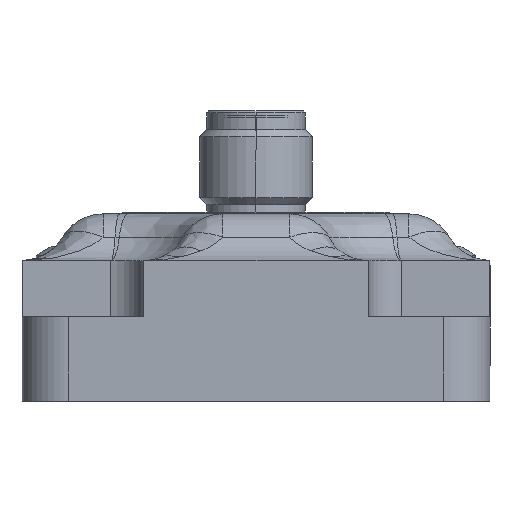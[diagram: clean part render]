
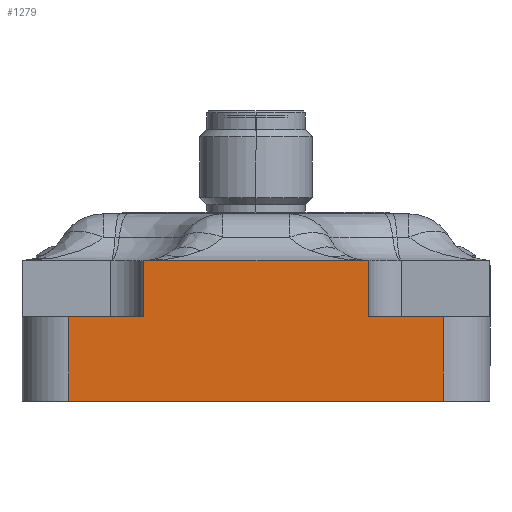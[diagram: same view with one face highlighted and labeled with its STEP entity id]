
A CAD part, left-side view. The second image highlights one B-rep face of the part: STEP entity #1279.
In plain terms, the highlighted planar face has unit normal (-1, 0, 0).
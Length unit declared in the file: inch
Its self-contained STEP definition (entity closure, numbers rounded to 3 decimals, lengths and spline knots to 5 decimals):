
#89 = CARTESIAN_POINT ( 'NONE',  ( -0.08858, 0.47244, -0.23622 ) ) ;
#849 = CARTESIAN_POINT ( 'NONE',  ( -0.08858, 0.78737, -0.23622 ) ) ;
#935 = VERTEX_POINT ( 'NONE', #8878 ) ;
#1072 = PLANE ( 'NONE',  #9695 ) ;
#1109 = ORIENTED_EDGE ( 'NONE', *, *, #11434, .T. ) ;
#1279 = ADVANCED_FACE ( 'NONE', ( #9544 ), #1072, .T. ) ;
#1302 = VECTOR ( 'NONE', #20449, 39.37008 ) ;
#3437 = CARTESIAN_POINT ( 'NONE',  ( -0.08858, -0.98425, 0.11811 ) ) ;
#3583 = DIRECTION ( 'NONE',  ( 0., 0., 1. ) ) ;
#3738 = ORIENTED_EDGE ( 'NONE', *, *, #21567, .T. ) ;
#4063 = VERTEX_POINT ( 'NONE', #10711 ) ;
#4709 = EDGE_CURVE ( 'NONE', #14251, #13363, #10541, .T. ) ;
#4836 = CARTESIAN_POINT ( 'NONE',  ( -0.08858, 0.70866, -0.23622 ) ) ;
#5772 = VECTOR ( 'NONE', #18406, 39.37008 ) ;
#6018 = EDGE_CURVE ( 'NONE', #13363, #18776, #12223, .T. ) ;
#6030 = ORIENTED_EDGE ( 'NONE', *, *, #10706, .T. ) ;
#6272 = LINE ( 'NONE', #16311, #15988 ) ;
#6510 = ORIENTED_EDGE ( 'NONE', *, *, #15862, .T. ) ;
#6601 = LINE ( 'NONE', #20606, #20395 ) ;
#6742 = CARTESIAN_POINT ( 'NONE',  ( -0.08858, -0.98425, 0.35433 ) ) ;
#7042 = CARTESIAN_POINT ( 'NONE',  ( -0.08858, -0.47244, 0.11811 ) ) ;
#7494 = VERTEX_POINT ( 'NONE', #17535 ) ;
#7976 = CARTESIAN_POINT ( 'NONE',  ( -0.08858, -0.98425, -0.23622 ) ) ;
#8275 = VECTOR ( 'NONE', #19001, 39.37008 ) ;
#8850 = CARTESIAN_POINT ( 'NONE',  ( -0.08858, 0.47244, 0.11811 ) ) ;
#8878 = CARTESIAN_POINT ( 'NONE',  ( -0.08858, 0.47244, 0.35433 ) ) ;
#9370 = VECTOR ( 'NONE', #17548, 39.37008 ) ;
#9544 = FACE_OUTER_BOUND ( 'NONE', #13149, .T. ) ;
#9565 = EDGE_CURVE ( 'NONE', #935, #9635, #12215, .T. ) ;
#9635 = VERTEX_POINT ( 'NONE', #8850 ) ;
#9695 = AXIS2_PLACEMENT_3D ( 'NONE', #7976, #21445, #16452 ) ;
#10541 = LINE ( 'NONE', #16001, #15757 ) ;
#10706 = EDGE_CURVE ( 'NONE', #7494, #935, #18675, .T. ) ;
#10711 = CARTESIAN_POINT ( 'NONE',  ( -0.08858, 0.78737, 0.11811 ) ) ;
#10982 = DIRECTION ( 'NONE',  ( 0., 0., 1. ) ) ;
#11215 = VECTOR ( 'NONE', #11773, 39.37008 ) ;
#11434 = EDGE_CURVE ( 'NONE', #18776, #7494, #6601, .T. ) ;
#11611 = VERTEX_POINT ( 'NONE', #17721 ) ;
#11722 = CARTESIAN_POINT ( 'NONE',  ( -0.08858, -0.78737, 0.11811 ) ) ;
#11773 = DIRECTION ( 'NONE',  ( 0., 0., -1. ) ) ;
#12215 = LINE ( 'NONE', #89, #11215 ) ;
#12223 = LINE ( 'NONE', #3437, #8275 ) ;
#12974 = DIRECTION ( 'NONE',  ( 0., 1., 0. ) ) ;
#13121 = EDGE_CURVE ( 'NONE', #9635, #4063, #6272, .T. ) ;
#13149 = EDGE_LOOP ( 'NONE', ( #18497, #1109, #6030, #20660, #16513, #3738, #6510, #20859 ) ) ;
#13363 = VERTEX_POINT ( 'NONE', #11722 ) ;
#14251 = VERTEX_POINT ( 'NONE', #16100 ) ;
#15757 = VECTOR ( 'NONE', #10982, 39.37008 ) ;
#15862 = EDGE_CURVE ( 'NONE', #11611, #14251, #21427, .T. ) ;
#15988 = VECTOR ( 'NONE', #12974, 39.37008 ) ;
#16001 = CARTESIAN_POINT ( 'NONE',  ( -0.08858, -0.78737, -0.05906 ) ) ;
#16100 = CARTESIAN_POINT ( 'NONE',  ( -0.08858, -0.78737, -0.23622 ) ) ;
#16311 = CARTESIAN_POINT ( 'NONE',  ( -0.08858, -0.98425, 0.11811 ) ) ;
#16452 = DIRECTION ( 'NONE',  ( 0., 0., 1. ) ) ;
#16513 = ORIENTED_EDGE ( 'NONE', *, *, #13121, .T. ) ;
#17535 = CARTESIAN_POINT ( 'NONE',  ( -0.08858, -0.47244, 0.35433 ) ) ;
#17548 = DIRECTION ( 'NONE',  ( 0., 0., -1. ) ) ;
#17721 = CARTESIAN_POINT ( 'NONE',  ( -0.08858, 0.78737, -0.23622 ) ) ;
#18406 = DIRECTION ( 'NONE',  ( 0., -1., 0. ) ) ;
#18497 = ORIENTED_EDGE ( 'NONE', *, *, #6018, .T. ) ;
#18675 = LINE ( 'NONE', #6742, #1302 ) ;
#18776 = VERTEX_POINT ( 'NONE', #7042 ) ;
#19001 = DIRECTION ( 'NONE',  ( 0., 1., 0. ) ) ;
#20395 = VECTOR ( 'NONE', #3583, 39.37008 ) ;
#20449 = DIRECTION ( 'NONE',  ( 0., 1., 0. ) ) ;
#20606 = CARTESIAN_POINT ( 'NONE',  ( -0.08858, -0.47244, -0.23622 ) ) ;
#20660 = ORIENTED_EDGE ( 'NONE', *, *, #9565, .T. ) ;
#20859 = ORIENTED_EDGE ( 'NONE', *, *, #4709, .T. ) ;
#20873 = LINE ( 'NONE', #849, #9370 ) ;
#21427 = LINE ( 'NONE', #4836, #5772 ) ;
#21445 = DIRECTION ( 'NONE',  ( -1., 0., 0. ) ) ;
#21567 = EDGE_CURVE ( 'NONE', #4063, #11611, #20873, .T. ) ;
